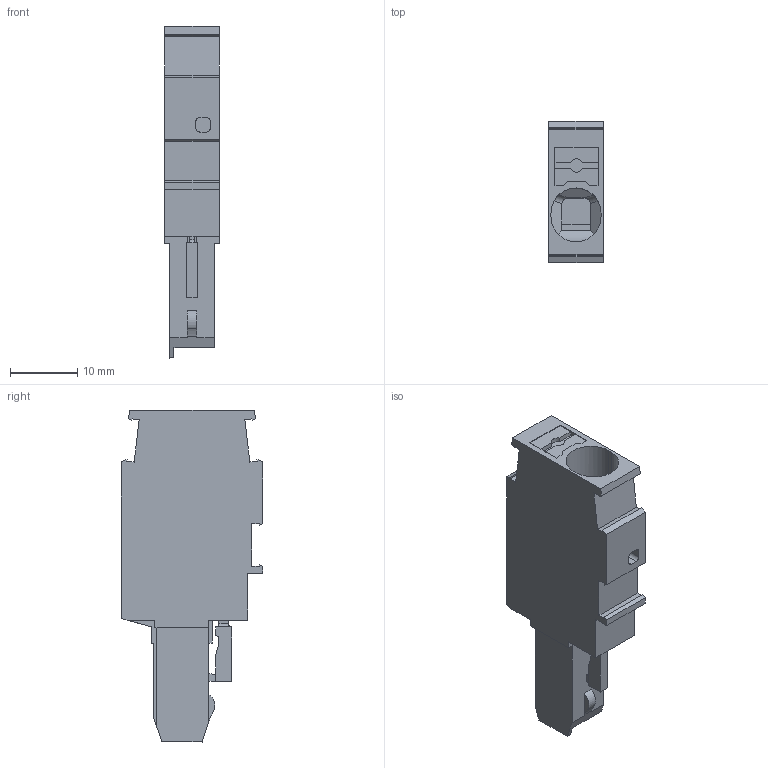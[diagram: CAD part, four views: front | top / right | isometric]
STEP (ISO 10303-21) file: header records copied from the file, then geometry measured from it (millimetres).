
FILE_DESCRIPTION(('Creo Elements/Direct Modeling STEP Export'),'2;1');
FILE_NAME('model.stp','2021-03-17T 7:31:53',(''),(''),'Creo Elements/Direct Modeling STEP processor for AP214 (Solid Model)','Creo Elements/Direct Modeling 20.1D 10-Oct-2020 (C) Parametric Technology GmbH','');
FILE_SCHEMA(('AUTOMOTIVE_DESIGN { 1 0 10303 214 1 1 1 1 }'));
Length unit declared in the file: millimetre
Products named in the file (2): PP_H_6_1_R_OG-select
Assembly tree (1 placements, depth 2):
  PP_H_6_1_R_OG-select
    PP_H_6_1_R_OG-select
Bounding box: 8.15 x 21 x 49.33 mm (x, y, z)
Volume: 4703.7 mm3; surface area: 3545.5 mm2
Topology: 1 solids, 1 shells, 194 faces, 564 edges, 375 vertices
Faces by surface type: plane 149, cylinder 41, torus 4
Entity records: 9042 total; most frequent: CARTESIAN_POINT 2230, ORIENTED_EDGE 1128, DIRECTION 1032, EDGE_CURVE 564, VECTOR 452, LINE 452, VERTEX_POINT 375, AXIS2_PLACEMENT_3D 290
